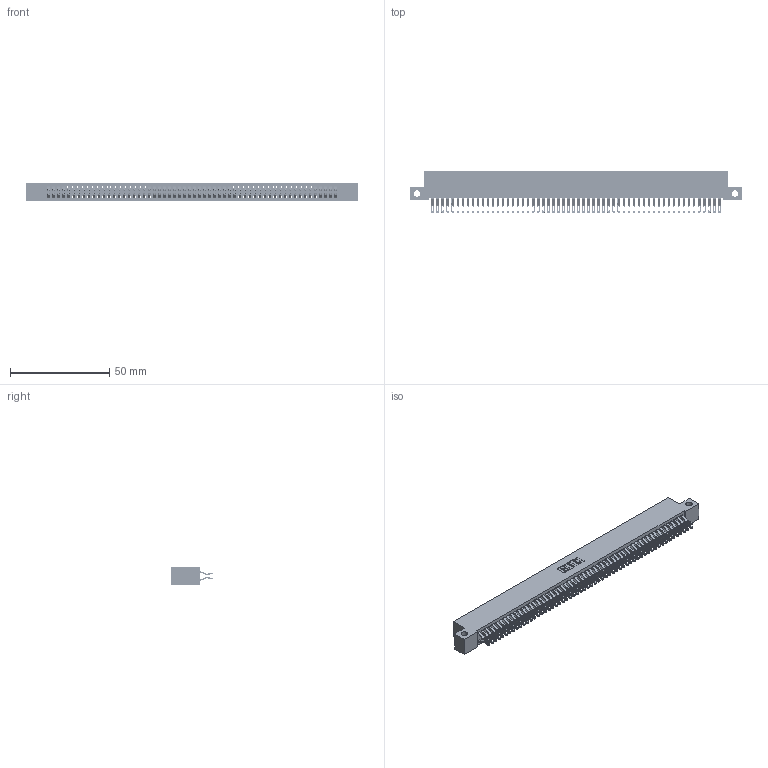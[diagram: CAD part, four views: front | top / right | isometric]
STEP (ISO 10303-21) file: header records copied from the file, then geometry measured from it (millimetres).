
FILE_DESCRIPTION (( 'STEP AP203' ), '1' );
FILE_NAME ('342-116-555-212.STEP', '2019-10-04T22:23:52', ( '' ), ( '' ), 'SwSTEP 2.0', 'SolidWorks 2016', '' );
FILE_SCHEMA (( 'CONFIG_CONTROL_DESIGN' ));
Length unit declared in the file: inch
Products named in the file (3): 342 Part_Side Mount; 345-292-001_555 Tail; 342-116-555-212
Assembly tree (117 placements, depth 2):
  342-116-555-212
    342 Part_Side Mount
    345-292-001_555 Tail  x116
Bounding box: 167.64 x 21.47 x 9.4 mm (x, y, z)
Volume: 15386.6 mm3; surface area: 26402.4 mm2
Topology: 117 solids, 117 shells, 6838 faces, 21527 edges, 14350 vertices
Faces by surface type: plane 4010, cylinder 2828
Entity records: 35441 total; most frequent: CARTESIAN_POINT 5888, ORIENTED_EDGE 5794, DIRECTION 4973, EDGE_CURVE 2897, VECTOR 2749, LINE 2749, VERTEX_POINT 1930, AXIS2_PLACEMENT_3D 1112
